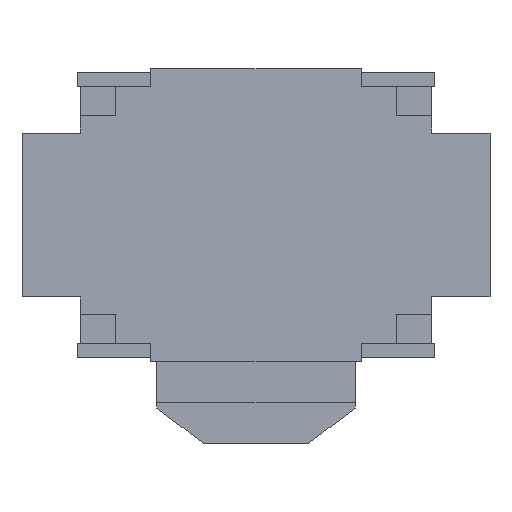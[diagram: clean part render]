
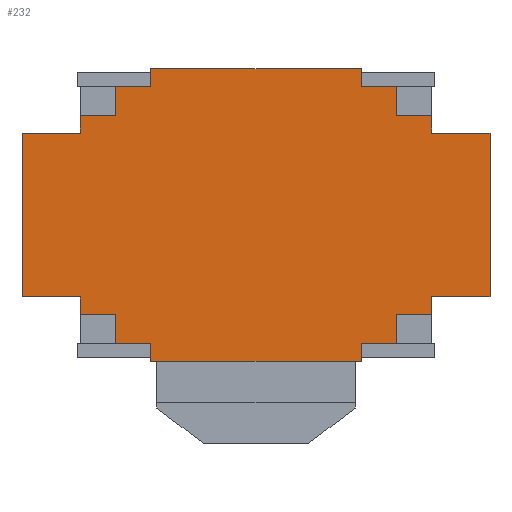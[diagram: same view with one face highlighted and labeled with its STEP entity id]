
A CAD part, front view. The second image highlights one B-rep face of the part: STEP entity #232.
In plain terms, the highlighted planar face has unit normal (0, -1, 0).
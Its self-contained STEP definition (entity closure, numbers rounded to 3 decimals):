
#24 = VERTEX_POINT('',#25);
#25 = CARTESIAN_POINT('',(-1.5,0.,0.7));
#40 = VERTEX_POINT('',#41);
#41 = CARTESIAN_POINT('',(-2.,0.,0.7));
#47 = EDGE_CURVE('',#24,#40,#48,.T.);
#48 = LINE('',#49,#50);
#49 = CARTESIAN_POINT('',(-2.,0.,0.7));
#50 = VECTOR('',#51,1.);
#51 = DIRECTION('',(-1.,0.,0.));
#61 = EDGE_CURVE('',#62,#64,#66,.T.);
#62 = VERTEX_POINT('',#63);
#63 = CARTESIAN_POINT('',(-1.5,0.,-0.85));
#64 = VERTEX_POINT('',#65);
#65 = CARTESIAN_POINT('',(-1.5,0.,-0.7));
#66 = LINE('',#67,#68);
#67 = CARTESIAN_POINT('',(-1.5,0.,1.22));
#68 = VECTOR('',#69,1.);
#69 = DIRECTION('',(0.,0.,1.));
#86 = EDGE_CURVE('',#24,#87,#89,.T.);
#87 = VERTEX_POINT('',#88);
#88 = CARTESIAN_POINT('',(-1.5,0.,0.85));
#89 = LINE('',#90,#91);
#90 = CARTESIAN_POINT('',(-1.5,0.,1.22));
#91 = VECTOR('',#92,1.);
#92 = DIRECTION('',(0.,0.,1.));
#212 = EDGE_CURVE('',#40,#213,#215,.T.);
#213 = VERTEX_POINT('',#214);
#214 = CARTESIAN_POINT('',(-2.,0.,-0.7));
#215 = LINE('',#216,#217);
#216 = CARTESIAN_POINT('',(-2.,0.,0.7));
#217 = VECTOR('',#218,1.);
#218 = DIRECTION('',(0.,0.,-1.));
#232 = ADVANCED_FACE('',(#233),#427,.T.);
#233 = FACE_BOUND('',#234,.T.);
#234 = EDGE_LOOP('',(#235,#245,#253,#261,#269,#277,#285,#293,#301,#309,
    #317,#325,#333,#341,#347,#348,#349,#350,#356,#357,#365,#373,#381,
    #389,#397,#405,#413,#421));
#235 = ORIENTED_EDGE('',*,*,#236,.F.);
#236 = EDGE_CURVE('',#237,#239,#241,.T.);
#237 = VERTEX_POINT('',#238);
#238 = CARTESIAN_POINT('',(1.5,0.,-0.7));
#239 = VERTEX_POINT('',#240);
#240 = CARTESIAN_POINT('',(1.5,0.,-0.85));
#241 = LINE('',#242,#243);
#242 = CARTESIAN_POINT('',(1.5,0.,1.22));
#243 = VECTOR('',#244,1.);
#244 = DIRECTION('',(0.,0.,-1.));
#245 = ORIENTED_EDGE('',*,*,#246,.T.);
#246 = EDGE_CURVE('',#237,#247,#249,.T.);
#247 = VERTEX_POINT('',#248);
#248 = CARTESIAN_POINT('',(2.,0.,-0.7));
#249 = LINE('',#250,#251);
#250 = CARTESIAN_POINT('',(-2.,0.,-0.7));
#251 = VECTOR('',#252,1.);
#252 = DIRECTION('',(1.,0.,0.));
#253 = ORIENTED_EDGE('',*,*,#254,.T.);
#254 = EDGE_CURVE('',#247,#255,#257,.T.);
#255 = VERTEX_POINT('',#256);
#256 = CARTESIAN_POINT('',(2.,0.,0.7));
#257 = LINE('',#258,#259);
#258 = CARTESIAN_POINT('',(2.,0.,0.7));
#259 = VECTOR('',#260,1.);
#260 = DIRECTION('',(0.,0.,1.));
#261 = ORIENTED_EDGE('',*,*,#262,.T.);
#262 = EDGE_CURVE('',#255,#263,#265,.T.);
#263 = VERTEX_POINT('',#264);
#264 = CARTESIAN_POINT('',(1.5,0.,0.7));
#265 = LINE('',#266,#267);
#266 = CARTESIAN_POINT('',(-2.,0.,0.7));
#267 = VECTOR('',#268,1.);
#268 = DIRECTION('',(-1.,0.,0.));
#269 = ORIENTED_EDGE('',*,*,#270,.F.);
#270 = EDGE_CURVE('',#271,#263,#273,.T.);
#271 = VERTEX_POINT('',#272);
#272 = CARTESIAN_POINT('',(1.5,0.,0.85));
#273 = LINE('',#274,#275);
#274 = CARTESIAN_POINT('',(1.5,0.,1.22));
#275 = VECTOR('',#276,1.);
#276 = DIRECTION('',(0.,0.,-1.));
#277 = ORIENTED_EDGE('',*,*,#278,.F.);
#278 = EDGE_CURVE('',#279,#271,#281,.T.);
#279 = VERTEX_POINT('',#280);
#280 = CARTESIAN_POINT('',(1.2,0.,0.85));
#281 = LINE('',#282,#283);
#282 = CARTESIAN_POINT('',(1.2,0.,0.85));
#283 = VECTOR('',#284,1.);
#284 = DIRECTION('',(1.,0.,0.));
#285 = ORIENTED_EDGE('',*,*,#286,.F.);
#286 = EDGE_CURVE('',#287,#279,#289,.T.);
#287 = VERTEX_POINT('',#288);
#288 = CARTESIAN_POINT('',(1.2,0.,1.1));
#289 = LINE('',#290,#291);
#290 = CARTESIAN_POINT('',(1.2,0.,1.1));
#291 = VECTOR('',#292,1.);
#292 = DIRECTION('',(0.,0.,-1.));
#293 = ORIENTED_EDGE('',*,*,#294,.F.);
#294 = EDGE_CURVE('',#295,#287,#297,.T.);
#295 = VERTEX_POINT('',#296);
#296 = CARTESIAN_POINT('',(0.9,0.,1.1));
#297 = LINE('',#298,#299);
#298 = CARTESIAN_POINT('',(0.9,0.,1.1));
#299 = VECTOR('',#300,1.);
#300 = DIRECTION('',(1.,0.,0.));
#301 = ORIENTED_EDGE('',*,*,#302,.F.);
#302 = EDGE_CURVE('',#303,#295,#305,.T.);
#303 = VERTEX_POINT('',#304);
#304 = CARTESIAN_POINT('',(0.9,0.,1.25));
#305 = LINE('',#306,#307);
#306 = CARTESIAN_POINT('',(0.9,0.,1.22));
#307 = VECTOR('',#308,1.);
#308 = DIRECTION('',(0.,0.,-1.));
#309 = ORIENTED_EDGE('',*,*,#310,.T.);
#310 = EDGE_CURVE('',#303,#311,#313,.T.);
#311 = VERTEX_POINT('',#312);
#312 = CARTESIAN_POINT('',(-0.9,0.,1.25));
#313 = LINE('',#314,#315);
#314 = CARTESIAN_POINT('',(-0.9,0.,1.25));
#315 = VECTOR('',#316,1.);
#316 = DIRECTION('',(-1.,0.,0.));
#317 = ORIENTED_EDGE('',*,*,#318,.F.);
#318 = EDGE_CURVE('',#319,#311,#321,.T.);
#319 = VERTEX_POINT('',#320);
#320 = CARTESIAN_POINT('',(-0.9,0.,1.1));
#321 = LINE('',#322,#323);
#322 = CARTESIAN_POINT('',(-0.9,0.,1.22));
#323 = VECTOR('',#324,1.);
#324 = DIRECTION('',(0.,0.,1.));
#325 = ORIENTED_EDGE('',*,*,#326,.F.);
#326 = EDGE_CURVE('',#327,#319,#329,.T.);
#327 = VERTEX_POINT('',#328);
#328 = CARTESIAN_POINT('',(-1.2,0.,1.1));
#329 = LINE('',#330,#331);
#330 = CARTESIAN_POINT('',(-0.9,0.,1.1));
#331 = VECTOR('',#332,1.);
#332 = DIRECTION('',(1.,0.,0.));
#333 = ORIENTED_EDGE('',*,*,#334,.F.);
#334 = EDGE_CURVE('',#335,#327,#337,.T.);
#335 = VERTEX_POINT('',#336);
#336 = CARTESIAN_POINT('',(-1.2,0.,0.85));
#337 = LINE('',#338,#339);
#338 = CARTESIAN_POINT('',(-1.2,0.,1.1));
#339 = VECTOR('',#340,1.);
#340 = DIRECTION('',(0.,0.,1.));
#341 = ORIENTED_EDGE('',*,*,#342,.F.);
#342 = EDGE_CURVE('',#87,#335,#343,.T.);
#343 = LINE('',#344,#345);
#344 = CARTESIAN_POINT('',(-1.2,0.,0.85));
#345 = VECTOR('',#346,1.);
#346 = DIRECTION('',(1.,0.,0.));
#347 = ORIENTED_EDGE('',*,*,#86,.F.);
#348 = ORIENTED_EDGE('',*,*,#47,.T.);
#349 = ORIENTED_EDGE('',*,*,#212,.T.);
#350 = ORIENTED_EDGE('',*,*,#351,.T.);
#351 = EDGE_CURVE('',#213,#64,#352,.T.);
#352 = LINE('',#353,#354);
#353 = CARTESIAN_POINT('',(-2.,0.,-0.7));
#354 = VECTOR('',#355,1.);
#355 = DIRECTION('',(1.,0.,0.));
#356 = ORIENTED_EDGE('',*,*,#61,.F.);
#357 = ORIENTED_EDGE('',*,*,#358,.F.);
#358 = EDGE_CURVE('',#359,#62,#361,.T.);
#359 = VERTEX_POINT('',#360);
#360 = CARTESIAN_POINT('',(-1.2,0.,-0.85));
#361 = LINE('',#362,#363);
#362 = CARTESIAN_POINT('',(-1.2,0.,-0.85));
#363 = VECTOR('',#364,1.);
#364 = DIRECTION('',(-1.,0.,0.));
#365 = ORIENTED_EDGE('',*,*,#366,.F.);
#366 = EDGE_CURVE('',#367,#359,#369,.T.);
#367 = VERTEX_POINT('',#368);
#368 = CARTESIAN_POINT('',(-1.2,0.,-1.1));
#369 = LINE('',#370,#371);
#370 = CARTESIAN_POINT('',(-1.2,0.,-1.1));
#371 = VECTOR('',#372,1.);
#372 = DIRECTION('',(0.,0.,1.));
#373 = ORIENTED_EDGE('',*,*,#374,.F.);
#374 = EDGE_CURVE('',#375,#367,#377,.T.);
#375 = VERTEX_POINT('',#376);
#376 = CARTESIAN_POINT('',(-0.9,0.,-1.1));
#377 = LINE('',#378,#379);
#378 = CARTESIAN_POINT('',(-0.9,0.,-1.1));
#379 = VECTOR('',#380,1.);
#380 = DIRECTION('',(-1.,0.,0.));
#381 = ORIENTED_EDGE('',*,*,#382,.F.);
#382 = EDGE_CURVE('',#383,#375,#385,.T.);
#383 = VERTEX_POINT('',#384);
#384 = CARTESIAN_POINT('',(-0.9,0.,-1.25));
#385 = LINE('',#386,#387);
#386 = CARTESIAN_POINT('',(-0.9,0.,-1.22));
#387 = VECTOR('',#388,1.);
#388 = DIRECTION('',(0.,0.,1.));
#389 = ORIENTED_EDGE('',*,*,#390,.T.);
#390 = EDGE_CURVE('',#383,#391,#393,.T.);
#391 = VERTEX_POINT('',#392);
#392 = CARTESIAN_POINT('',(0.9,0.,-1.25));
#393 = LINE('',#394,#395);
#394 = CARTESIAN_POINT('',(-0.9,0.,-1.25));
#395 = VECTOR('',#396,1.);
#396 = DIRECTION('',(1.,0.,0.));
#397 = ORIENTED_EDGE('',*,*,#398,.F.);
#398 = EDGE_CURVE('',#399,#391,#401,.T.);
#399 = VERTEX_POINT('',#400);
#400 = CARTESIAN_POINT('',(0.9,0.,-1.1));
#401 = LINE('',#402,#403);
#402 = CARTESIAN_POINT('',(0.9,0.,-1.22));
#403 = VECTOR('',#404,1.);
#404 = DIRECTION('',(0.,0.,-1.));
#405 = ORIENTED_EDGE('',*,*,#406,.F.);
#406 = EDGE_CURVE('',#407,#399,#409,.T.);
#407 = VERTEX_POINT('',#408);
#408 = CARTESIAN_POINT('',(1.2,0.,-1.1));
#409 = LINE('',#410,#411);
#410 = CARTESIAN_POINT('',(0.9,0.,-1.1));
#411 = VECTOR('',#412,1.);
#412 = DIRECTION('',(-1.,0.,0.));
#413 = ORIENTED_EDGE('',*,*,#414,.F.);
#414 = EDGE_CURVE('',#415,#407,#417,.T.);
#415 = VERTEX_POINT('',#416);
#416 = CARTESIAN_POINT('',(1.2,0.,-0.85));
#417 = LINE('',#418,#419);
#418 = CARTESIAN_POINT('',(1.2,0.,-1.1));
#419 = VECTOR('',#420,1.);
#420 = DIRECTION('',(0.,0.,-1.));
#421 = ORIENTED_EDGE('',*,*,#422,.F.);
#422 = EDGE_CURVE('',#239,#415,#423,.T.);
#423 = LINE('',#424,#425);
#424 = CARTESIAN_POINT('',(1.2,0.,-0.85));
#425 = VECTOR('',#426,1.);
#426 = DIRECTION('',(-1.,0.,0.));
#427 = PLANE('',#428);
#428 = AXIS2_PLACEMENT_3D('',#429,#430,#431);
#429 = CARTESIAN_POINT('',(-1.5,0.,-1.22));
#430 = DIRECTION('',(0.,-1.,0.));
#431 = DIRECTION('',(0.,0.,-1.));
